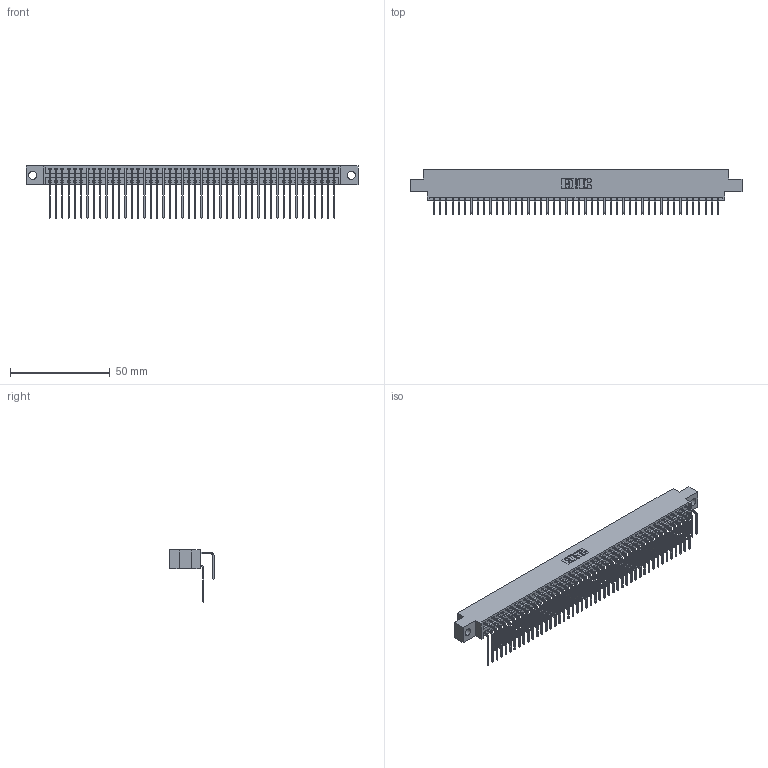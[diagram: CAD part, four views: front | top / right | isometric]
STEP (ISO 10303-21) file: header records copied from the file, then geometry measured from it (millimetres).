
FILE_DESCRIPTION (( 'STEP AP203' ), '1' );
FILE_NAME ('396-092-558-804.STEP', '2019-11-03T14:37:08', ( '' ), ( '' ), 'SwSTEP 2.0', 'SolidWorks 2016', '' );
FILE_SCHEMA (( 'CONFIG_CONTROL_DESIGN' ));
Length unit declared in the file: inch
Products named in the file (4): 345-292-001_558 559 Tail - 1; 346 Part_0.170 Offset - 0.156 Dia-TH; 396-092-558-804; 345-292-001_558 Tail - 2
Assembly tree (93 placements, depth 2):
  396-092-558-804
    346 Part_0.170 Offset - 0.156 Dia-TH
    345-292-001_558 559 Tail - 1  x46
    345-292-001_558 Tail - 2  x46
Bounding box: 166.62 x 22.16 x 26.16 mm (x, y, z)
Volume: 16567.2 mm3; surface area: 25374.7 mm2
Topology: 93 solids, 93 shells, 5094 faces, 15153 edges, 9978 vertices
Faces by surface type: plane 3484, cylinder 1610
Entity records: 31401 total; most frequent: CARTESIAN_POINT 5223, ORIENTED_EDGE 5106, DIRECTION 4625, EDGE_CURVE 2553, VECTOR 2197, LINE 2197, VERTEX_POINT 1698, AXIS2_PLACEMENT_3D 1214
